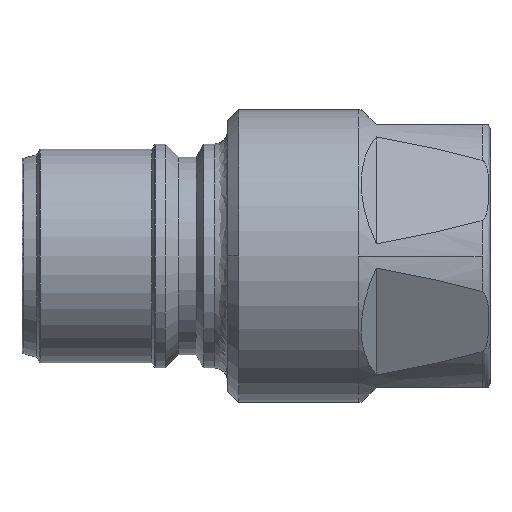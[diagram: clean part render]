
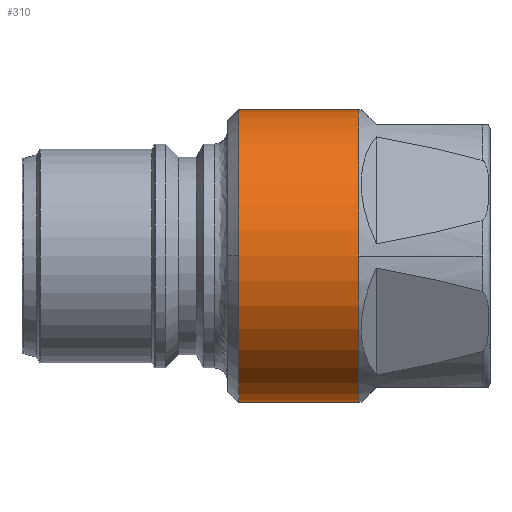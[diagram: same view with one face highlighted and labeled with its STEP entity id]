
A CAD part, front view. The second image highlights one B-rep face of the part: STEP entity #310.
In plain terms, the highlighted cylindrical face has radius 33.5 mm (diameter 67 mm), a partial arc.
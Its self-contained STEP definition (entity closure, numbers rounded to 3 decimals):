
#58 = CARTESIAN_POINT ( 'NONE',  ( -57.5, 0., 33.5 ) ) ;
#208 = CARTESIAN_POINT ( 'NONE',  ( -57.5, 0., 0. ) ) ;
#209 = DIRECTION ( 'NONE',  ( 1., 0., 0. ) ) ;
#210 = DIRECTION ( 'NONE',  ( 0., 0., -1. ) ) ;
#211 = CARTESIAN_POINT ( 'NONE',  ( -30., 0., 0. ) ) ;
#212 = DIRECTION ( 'NONE',  ( -1., 0., 0. ) ) ;
#213 = DIRECTION ( 'NONE',  ( 0., 0., -1. ) ) ;
#310 = ADVANCED_FACE ( 'NONE', ( #1572 ), #1573, .T. ) ;
#347 = CARTESIAN_POINT ( 'NONE',  ( -30., 0., 0. ) ) ;
#348 = DIRECTION ( 'NONE',  ( -1., 0., 0. ) ) ;
#349 = DIRECTION ( 'NONE',  ( 0., 0., -1. ) ) ;
#358 = CARTESIAN_POINT ( 'NONE',  ( 171.876, 0., -33.5 ) ) ;
#359 = DIRECTION ( 'NONE',  ( 1., 0., 0. ) ) ;
#366 = CARTESIAN_POINT ( 'NONE',  ( 171.876, 0., 33.5 ) ) ;
#367 = DIRECTION ( 'NONE',  ( 1., 0., 0. ) ) ;
#429 = VERTEX_POINT ( 'NONE', #58 ) ;
#467 = CARTESIAN_POINT ( 'NONE',  ( -57.5, 0., -33.5 ) ) ;
#476 = CARTESIAN_POINT ( 'NONE',  ( -30., 0., -33.5 ) ) ;
#478 = CARTESIAN_POINT ( 'NONE',  ( -30., -33.5, 0. ) ) ;
#490 = CARTESIAN_POINT ( 'NONE',  ( -30., 0., 33.5 ) ) ;
#500 = CARTESIAN_POINT ( 'NONE',  ( -57.5, -33.5, 0. ) ) ;
#766 = CIRCLE ( 'NONE', #2028, 33.5 ) ;
#775 = CIRCLE ( 'NONE', #2027, 33.5 ) ;
#793 = VECTOR ( 'NONE', #367, 1000. ) ;
#797 = LINE ( 'NONE', #366, #793 ) ;
#801 = VECTOR ( 'NONE', #359, 1000. ) ;
#803 = LINE ( 'NONE', #358, #801 ) ;
#814 = CIRCLE ( 'NONE', #1969, 33.5 ) ;
#836 = CARTESIAN_POINT ( 'NONE',  ( -57.5, 0., 0. ) ) ;
#837 = DIRECTION ( 'NONE',  ( 1., 0., 0. ) ) ;
#838 = DIRECTION ( 'NONE',  ( 0., 0., -1. ) ) ;
#1226 = EDGE_LOOP ( 'NONE', ( #2208, #2214, #2215, #2217, #2218, #2219 ) ) ;
#1320 = CARTESIAN_POINT ( 'NONE',  ( 171.876, 0., 0. ) ) ;
#1321 = DIRECTION ( 'NONE',  ( 1., 0., 0. ) ) ;
#1322 = DIRECTION ( 'NONE',  ( 0., 0., -1. ) ) ;
#1490 = CIRCLE ( 'NONE', #1966, 33.5 ) ;
#1572 = FACE_OUTER_BOUND ( 'NONE', #1226, .T. ) ;
#1573 = CYLINDRICAL_SURFACE ( 'NONE', #1927, 33.5 ) ;
#1761 = EDGE_CURVE ( 'NONE', #429, #2135, #1490, .T. ) ;
#1775 = EDGE_CURVE ( 'NONE', #2113, #2125, #814, .T. ) ;
#1779 = EDGE_CURVE ( 'NONE', #2102, #2111, #803, .T. ) ;
#1782 = EDGE_CURVE ( 'NONE', #429, #2125, #797, .T. ) ;
#1888 = EDGE_CURVE ( 'NONE', #2135, #2102, #775, .T. ) ;
#1889 = EDGE_CURVE ( 'NONE', #2111, #2113, #766, .T. ) ;
#1927 = AXIS2_PLACEMENT_3D ( 'NONE', #1320, #1321, #1322 ) ;
#1966 = AXIS2_PLACEMENT_3D ( 'NONE', #836, #837, #838 ) ;
#1969 = AXIS2_PLACEMENT_3D ( 'NONE', #347, #348, #349 ) ;
#2027 = AXIS2_PLACEMENT_3D ( 'NONE', #208, #209, #210 ) ;
#2028 = AXIS2_PLACEMENT_3D ( 'NONE', #211, #212, #213 ) ;
#2102 = VERTEX_POINT ( 'NONE', #467 ) ;
#2111 = VERTEX_POINT ( 'NONE', #476 ) ;
#2113 = VERTEX_POINT ( 'NONE', #478 ) ;
#2125 = VERTEX_POINT ( 'NONE', #490 ) ;
#2135 = VERTEX_POINT ( 'NONE', #500 ) ;
#2208 = ORIENTED_EDGE ( 'NONE', *, *, #1782, .F. ) ;
#2214 = ORIENTED_EDGE ( 'NONE', *, *, #1761, .T. ) ;
#2215 = ORIENTED_EDGE ( 'NONE', *, *, #1888, .T. ) ;
#2217 = ORIENTED_EDGE ( 'NONE', *, *, #1779, .T. ) ;
#2218 = ORIENTED_EDGE ( 'NONE', *, *, #1889, .T. ) ;
#2219 = ORIENTED_EDGE ( 'NONE', *, *, #1775, .T. ) ;
